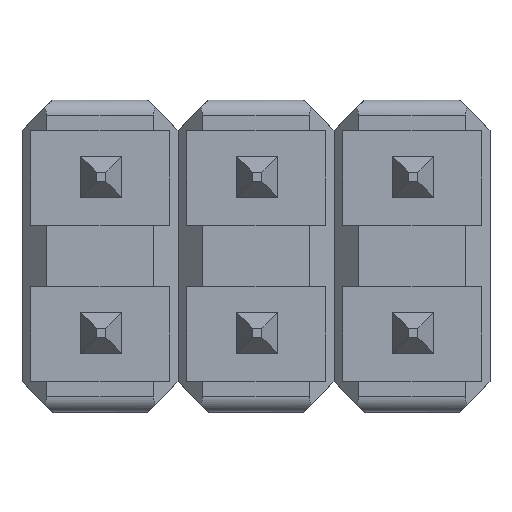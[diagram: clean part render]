
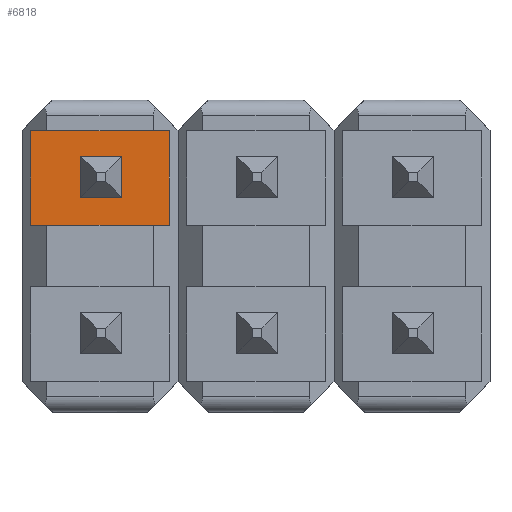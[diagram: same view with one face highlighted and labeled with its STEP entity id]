
A CAD part, front view. The second image highlights one B-rep face of the part: STEP entity #6818.
In plain terms, the highlighted planar face has unit normal (0, -1, 0).
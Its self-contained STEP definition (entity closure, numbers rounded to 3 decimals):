
#4166 = PLANE('',#4167);
#4167 = AXIS2_PLACEMENT_3D('',#4168,#4169,#4170);
#4168 = CARTESIAN_POINT('',(1.833,-1.707,-2.54));
#4169 = DIRECTION('',(0.707,-0.707,0.));
#4170 = DIRECTION('',(0.707,0.707,0.));
#5338 = PLANE('',#5339);
#5339 = AXIS2_PLACEMENT_3D('',#5340,#5341,#5342);
#5340 = CARTESIAN_POINT('',(1.585,-1.4,0.955));
#5341 = DIRECTION('',(1.,0.,0.));
#5342 = DIRECTION('',(0.,0.,-1.));
#5366 = PLANE('',#5367);
#5367 = AXIS2_PLACEMENT_3D('',#5368,#5369,#5370);
#5368 = CARTESIAN_POINT('',(0.955,-1.4,1.585));
#5369 = DIRECTION('',(0.,0.,1.));
#5370 = DIRECTION('',(1.,0.,0.));
#5394 = PLANE('',#5395);
#5395 = AXIS2_PLACEMENT_3D('',#5396,#5397,#5398);
#5396 = CARTESIAN_POINT('',(0.955,-1.4,0.955));
#5397 = DIRECTION('',(-1.,0.,0.));
#5398 = DIRECTION('',(0.,0.,1.));
#5420 = PLANE('',#5421);
#5421 = AXIS2_PLACEMENT_3D('',#5422,#5423,#5424);
#5422 = CARTESIAN_POINT('',(0.955,-1.4,0.955));
#5423 = DIRECTION('',(0.,0.,-1.));
#5424 = DIRECTION('',(-1.,0.,0.));
#5884 = PLANE('',#5885);
#5885 = AXIS2_PLACEMENT_3D('',#5886,#5887,#5888);
#5886 = CARTESIAN_POINT('',(0.707,-1.707,-2.54));
#5887 = DIRECTION('',(-0.707,-0.707,0.));
#5888 = DIRECTION('',(0.707,-0.707,0.));
#6205 = VERTEX_POINT('',#6206);
#6206 = CARTESIAN_POINT('',(0.955,-1.146,0.955));
#6227 = EDGE_CURVE('',#6228,#6205,#6230,.T.);
#6228 = VERTEX_POINT('',#6229);
#6229 = CARTESIAN_POINT('',(1.585,-1.146,0.955));
#6230 = SURFACE_CURVE('',#6231,(#6235,#6242),.PCURVE_S1.);
#6231 = LINE('',#6232,#6233);
#6232 = CARTESIAN_POINT('',(0.955,-1.146,0.955));
#6233 = VECTOR('',#6234,1.);
#6234 = DIRECTION('',(-1.,0.,0.));
#6235 = PCURVE('',#5420,#6236);
#6236 = DEFINITIONAL_REPRESENTATION('',(#6237),#6241);
#6237 = LINE('',#6238,#6239);
#6238 = CARTESIAN_POINT('',(0.,0.254));
#6239 = VECTOR('',#6240,1.);
#6240 = DIRECTION('',(1.,0.));
#6241 = ( GEOMETRIC_REPRESENTATION_CONTEXT(2) 
PARAMETRIC_REPRESENTATION_CONTEXT() REPRESENTATION_CONTEXT('2D SPACE',''
  ) );
#6242 = PCURVE('',#6243,#6248);
#6243 = PLANE('',#6244);
#6244 = AXIS2_PLACEMENT_3D('',#6245,#6246,#6247);
#6245 = CARTESIAN_POINT('',(7.62,-1.146,0.5));
#6246 = DIRECTION('',(0.,1.,0.));
#6247 = DIRECTION('',(0.,0.,1.));
#6248 = DEFINITIONAL_REPRESENTATION('',(#6249),#6253);
#6249 = LINE('',#6250,#6251);
#6250 = CARTESIAN_POINT('',(0.455,-6.665));
#6251 = VECTOR('',#6252,1.);
#6252 = DIRECTION('',(0.,-1.));
#6253 = ( GEOMETRIC_REPRESENTATION_CONTEXT(2) 
PARAMETRIC_REPRESENTATION_CONTEXT() REPRESENTATION_CONTEXT('2D SPACE',''
  ) );
#6726 = EDGE_CURVE('',#6727,#6228,#6729,.T.);
#6727 = VERTEX_POINT('',#6728);
#6728 = CARTESIAN_POINT('',(1.585,-1.146,1.585));
#6729 = SURFACE_CURVE('',#6730,(#6734,#6741),.PCURVE_S1.);
#6730 = LINE('',#6731,#6732);
#6731 = CARTESIAN_POINT('',(1.585,-1.146,0.955));
#6732 = VECTOR('',#6733,1.);
#6733 = DIRECTION('',(0.,0.,-1.));
#6734 = PCURVE('',#5338,#6735);
#6735 = DEFINITIONAL_REPRESENTATION('',(#6736),#6740);
#6736 = LINE('',#6737,#6738);
#6737 = CARTESIAN_POINT('',(0.,0.254));
#6738 = VECTOR('',#6739,1.);
#6739 = DIRECTION('',(1.,0.));
#6740 = ( GEOMETRIC_REPRESENTATION_CONTEXT(2) 
PARAMETRIC_REPRESENTATION_CONTEXT() REPRESENTATION_CONTEXT('2D SPACE',''
  ) );
#6741 = PCURVE('',#6243,#6742);
#6742 = DEFINITIONAL_REPRESENTATION('',(#6743),#6747);
#6743 = LINE('',#6744,#6745);
#6744 = CARTESIAN_POINT('',(0.455,-6.035));
#6745 = VECTOR('',#6746,1.);
#6746 = DIRECTION('',(-1.,0.));
#6747 = ( GEOMETRIC_REPRESENTATION_CONTEXT(2) 
PARAMETRIC_REPRESENTATION_CONTEXT() REPRESENTATION_CONTEXT('2D SPACE',''
  ) );
#6775 = VERTEX_POINT('',#6776);
#6776 = CARTESIAN_POINT('',(0.955,-1.146,1.585));
#6797 = EDGE_CURVE('',#6205,#6775,#6798,.T.);
#6798 = SURFACE_CURVE('',#6799,(#6803,#6810),.PCURVE_S1.);
#6799 = LINE('',#6800,#6801);
#6800 = CARTESIAN_POINT('',(0.955,-1.146,0.955));
#6801 = VECTOR('',#6802,1.);
#6802 = DIRECTION('',(0.,0.,1.));
#6803 = PCURVE('',#5394,#6804);
#6804 = DEFINITIONAL_REPRESENTATION('',(#6805),#6809);
#6805 = LINE('',#6806,#6807);
#6806 = CARTESIAN_POINT('',(0.,0.254));
#6807 = VECTOR('',#6808,1.);
#6808 = DIRECTION('',(1.,0.));
#6809 = ( GEOMETRIC_REPRESENTATION_CONTEXT(2) 
PARAMETRIC_REPRESENTATION_CONTEXT() REPRESENTATION_CONTEXT('2D SPACE',''
  ) );
#6810 = PCURVE('',#6243,#6811);
#6811 = DEFINITIONAL_REPRESENTATION('',(#6812),#6816);
#6812 = LINE('',#6813,#6814);
#6813 = CARTESIAN_POINT('',(0.455,-6.665));
#6814 = VECTOR('',#6815,1.);
#6815 = DIRECTION('',(1.,0.));
#6816 = ( GEOMETRIC_REPRESENTATION_CONTEXT(2) 
PARAMETRIC_REPRESENTATION_CONTEXT() REPRESENTATION_CONTEXT('2D SPACE',''
  ) );
#6818 = ADVANCED_FACE('',(#6819,#6923),#6243,.F.);
#6819 = FACE_BOUND('',#6820,.T.);
#6820 = EDGE_LOOP('',(#6821,#6851,#6874,#6902));
#6821 = ORIENTED_EDGE('',*,*,#6822,.F.);
#6822 = EDGE_CURVE('',#6823,#6825,#6827,.T.);
#6823 = VERTEX_POINT('',#6824);
#6824 = CARTESIAN_POINT('',(2.394,-1.146,0.5));
#6825 = VERTEX_POINT('',#6826);
#6826 = CARTESIAN_POINT('',(0.146,-1.146,0.5));
#6827 = SURFACE_CURVE('',#6828,(#6832,#6839),.PCURVE_S1.);
#6828 = LINE('',#6829,#6830);
#6829 = CARTESIAN_POINT('',(7.62,-1.146,0.5));
#6830 = VECTOR('',#6831,1.);
#6831 = DIRECTION('',(-1.,0.,0.));
#6832 = PCURVE('',#6243,#6833);
#6833 = DEFINITIONAL_REPRESENTATION('',(#6834),#6838);
#6834 = LINE('',#6835,#6836);
#6835 = CARTESIAN_POINT('',(0.,0.));
#6836 = VECTOR('',#6837,1.);
#6837 = DIRECTION('',(0.,-1.));
#6838 = ( GEOMETRIC_REPRESENTATION_CONTEXT(2) 
PARAMETRIC_REPRESENTATION_CONTEXT() REPRESENTATION_CONTEXT('2D SPACE',''
  ) );
#6839 = PCURVE('',#6840,#6845);
#6840 = PLANE('',#6841);
#6841 = AXIS2_PLACEMENT_3D('',#6842,#6843,#6844);
#6842 = CARTESIAN_POINT('',(7.62,-1.146,0.5));
#6843 = DIRECTION('',(0.,0.,-1.));
#6844 = DIRECTION('',(0.,1.,0.));
#6845 = DEFINITIONAL_REPRESENTATION('',(#6846),#6850);
#6846 = LINE('',#6847,#6848);
#6847 = CARTESIAN_POINT('',(0.,0.));
#6848 = VECTOR('',#6849,1.);
#6849 = DIRECTION('',(0.,-1.));
#6850 = ( GEOMETRIC_REPRESENTATION_CONTEXT(2) 
PARAMETRIC_REPRESENTATION_CONTEXT() REPRESENTATION_CONTEXT('2D SPACE',''
  ) );
#6851 = ORIENTED_EDGE('',*,*,#6852,.F.);
#6852 = EDGE_CURVE('',#6853,#6823,#6855,.T.);
#6853 = VERTEX_POINT('',#6854);
#6854 = CARTESIAN_POINT('',(2.394,-1.146,2.04));
#6855 = SURFACE_CURVE('',#6856,(#6860,#6867),.PCURVE_S1.);
#6856 = LINE('',#6857,#6858);
#6857 = CARTESIAN_POINT('',(2.394,-1.146,-2.54));
#6858 = VECTOR('',#6859,1.);
#6859 = DIRECTION('',(0.,0.,-1.));
#6860 = PCURVE('',#6243,#6861);
#6861 = DEFINITIONAL_REPRESENTATION('',(#6862),#6866);
#6862 = LINE('',#6863,#6864);
#6863 = CARTESIAN_POINT('',(-3.04,-5.226));
#6864 = VECTOR('',#6865,1.);
#6865 = DIRECTION('',(-1.,0.));
#6866 = ( GEOMETRIC_REPRESENTATION_CONTEXT(2) 
PARAMETRIC_REPRESENTATION_CONTEXT() REPRESENTATION_CONTEXT('2D SPACE',''
  ) );
#6867 = PCURVE('',#4166,#6868);
#6868 = DEFINITIONAL_REPRESENTATION('',(#6869),#6873);
#6869 = LINE('',#6870,#6871);
#6870 = CARTESIAN_POINT('',(0.794,0.));
#6871 = VECTOR('',#6872,1.);
#6872 = DIRECTION('',(0.,-1.));
#6873 = ( GEOMETRIC_REPRESENTATION_CONTEXT(2) 
PARAMETRIC_REPRESENTATION_CONTEXT() REPRESENTATION_CONTEXT('2D SPACE',''
  ) );
#6874 = ORIENTED_EDGE('',*,*,#6875,.F.);
#6875 = EDGE_CURVE('',#6876,#6853,#6878,.T.);
#6876 = VERTEX_POINT('',#6877);
#6877 = CARTESIAN_POINT('',(0.146,-1.146,2.04));
#6878 = SURFACE_CURVE('',#6879,(#6883,#6890),.PCURVE_S1.);
#6879 = LINE('',#6880,#6881);
#6880 = CARTESIAN_POINT('',(7.62,-1.146,2.04));
#6881 = VECTOR('',#6882,1.);
#6882 = DIRECTION('',(1.,0.,0.));
#6883 = PCURVE('',#6243,#6884);
#6884 = DEFINITIONAL_REPRESENTATION('',(#6885),#6889);
#6885 = LINE('',#6886,#6887);
#6886 = CARTESIAN_POINT('',(1.54,0.));
#6887 = VECTOR('',#6888,1.);
#6888 = DIRECTION('',(0.,1.));
#6889 = ( GEOMETRIC_REPRESENTATION_CONTEXT(2) 
PARAMETRIC_REPRESENTATION_CONTEXT() REPRESENTATION_CONTEXT('2D SPACE',''
  ) );
#6890 = PCURVE('',#6891,#6896);
#6891 = PLANE('',#6892);
#6892 = AXIS2_PLACEMENT_3D('',#6893,#6894,#6895);
#6893 = CARTESIAN_POINT('',(7.62,-1.146,2.04));
#6894 = DIRECTION('',(0.,0.,1.));
#6895 = DIRECTION('',(0.,-1.,0.));
#6896 = DEFINITIONAL_REPRESENTATION('',(#6897),#6901);
#6897 = LINE('',#6898,#6899);
#6898 = CARTESIAN_POINT('',(0.,0.));
#6899 = VECTOR('',#6900,1.);
#6900 = DIRECTION('',(0.,1.));
#6901 = ( GEOMETRIC_REPRESENTATION_CONTEXT(2) 
PARAMETRIC_REPRESENTATION_CONTEXT() REPRESENTATION_CONTEXT('2D SPACE',''
  ) );
#6902 = ORIENTED_EDGE('',*,*,#6903,.F.);
#6903 = EDGE_CURVE('',#6825,#6876,#6904,.T.);
#6904 = SURFACE_CURVE('',#6905,(#6909,#6916),.PCURVE_S1.);
#6905 = LINE('',#6906,#6907);
#6906 = CARTESIAN_POINT('',(0.146,-1.146,0.5));
#6907 = VECTOR('',#6908,1.);
#6908 = DIRECTION('',(0.,0.,1.));
#6909 = PCURVE('',#6243,#6910);
#6910 = DEFINITIONAL_REPRESENTATION('',(#6911),#6915);
#6911 = LINE('',#6912,#6913);
#6912 = CARTESIAN_POINT('',(0.,-7.474));
#6913 = VECTOR('',#6914,1.);
#6914 = DIRECTION('',(1.,0.));
#6915 = ( GEOMETRIC_REPRESENTATION_CONTEXT(2) 
PARAMETRIC_REPRESENTATION_CONTEXT() REPRESENTATION_CONTEXT('2D SPACE',''
  ) );
#6916 = PCURVE('',#5884,#6917);
#6917 = DEFINITIONAL_REPRESENTATION('',(#6918),#6922);
#6918 = LINE('',#6919,#6920);
#6919 = CARTESIAN_POINT('',(-0.794,3.04));
#6920 = VECTOR('',#6921,1.);
#6921 = DIRECTION('',(0.,1.));
#6922 = ( GEOMETRIC_REPRESENTATION_CONTEXT(2) 
PARAMETRIC_REPRESENTATION_CONTEXT() REPRESENTATION_CONTEXT('2D SPACE',''
  ) );
#6923 = FACE_BOUND('',#6924,.T.);
#6924 = EDGE_LOOP('',(#6925,#6926,#6927,#6928));
#6925 = ORIENTED_EDGE('',*,*,#6726,.T.);
#6926 = ORIENTED_EDGE('',*,*,#6227,.T.);
#6927 = ORIENTED_EDGE('',*,*,#6797,.T.);
#6928 = ORIENTED_EDGE('',*,*,#6929,.F.);
#6929 = EDGE_CURVE('',#6727,#6775,#6930,.T.);
#6930 = SURFACE_CURVE('',#6931,(#6935,#6942),.PCURVE_S1.);
#6931 = LINE('',#6932,#6933);
#6932 = CARTESIAN_POINT('',(7.62,-1.146,1.585));
#6933 = VECTOR('',#6934,1.);
#6934 = DIRECTION('',(-1.,0.,0.));
#6935 = PCURVE('',#6243,#6936);
#6936 = DEFINITIONAL_REPRESENTATION('',(#6937),#6941);
#6937 = LINE('',#6938,#6939);
#6938 = CARTESIAN_POINT('',(1.085,0.));
#6939 = VECTOR('',#6940,1.);
#6940 = DIRECTION('',(0.,-1.));
#6941 = ( GEOMETRIC_REPRESENTATION_CONTEXT(2) 
PARAMETRIC_REPRESENTATION_CONTEXT() REPRESENTATION_CONTEXT('2D SPACE',''
  ) );
#6942 = PCURVE('',#5366,#6943);
#6943 = DEFINITIONAL_REPRESENTATION('',(#6944),#6948);
#6944 = LINE('',#6945,#6946);
#6945 = CARTESIAN_POINT('',(6.665,0.254));
#6946 = VECTOR('',#6947,1.);
#6947 = DIRECTION('',(-1.,0.));
#6948 = ( GEOMETRIC_REPRESENTATION_CONTEXT(2) 
PARAMETRIC_REPRESENTATION_CONTEXT() REPRESENTATION_CONTEXT('2D SPACE',''
  ) );
